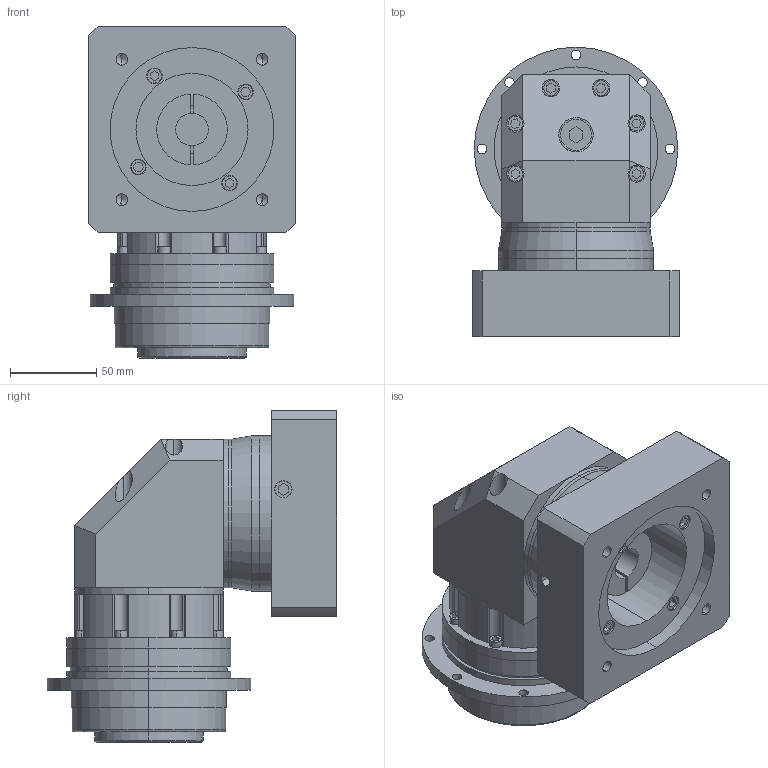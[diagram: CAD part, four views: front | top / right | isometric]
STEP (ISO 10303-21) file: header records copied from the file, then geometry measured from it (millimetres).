
FILE_DESCRIPTION (( 'STEP AP214' ), '1' );
FILE_NAME ('VGZH90双级模型-T（19-55 95-5 4-9-115）.STEP', '2018-11-14T00:51:11', ( 'Windows' ), ( 'Microsoft' ), 'SwSTEP 2.0', 'SolidWorks 2016', '' );
FILE_SCHEMA (( 'AUTOMOTIVE_DESIGN' ));
Length unit declared in the file: millimetre
Products named in the file (1): VGZH90双级模型-T（19-55 95-5 4-9-115）
Bounding box: 120 x 168 x 192.5 mm (x, y, z)
Volume: 1600080.5 mm3; surface area: 200231.1 mm2
Topology: 5 solids, 5 shells, 466 faces, 1121 edges, 720 vertices
Faces by surface type: plane 239, cylinder 197, cone 24, torus 6
Entity records: 14686 total; most frequent: DIRECTION 2423, CARTESIAN_POINT 2340, ORIENTED_EDGE 2198, EDGE_CURVE 1099, AXIS2_PLACEMENT_3D 875, VERTEX_POINT 720, VECTOR 673, LINE 673
